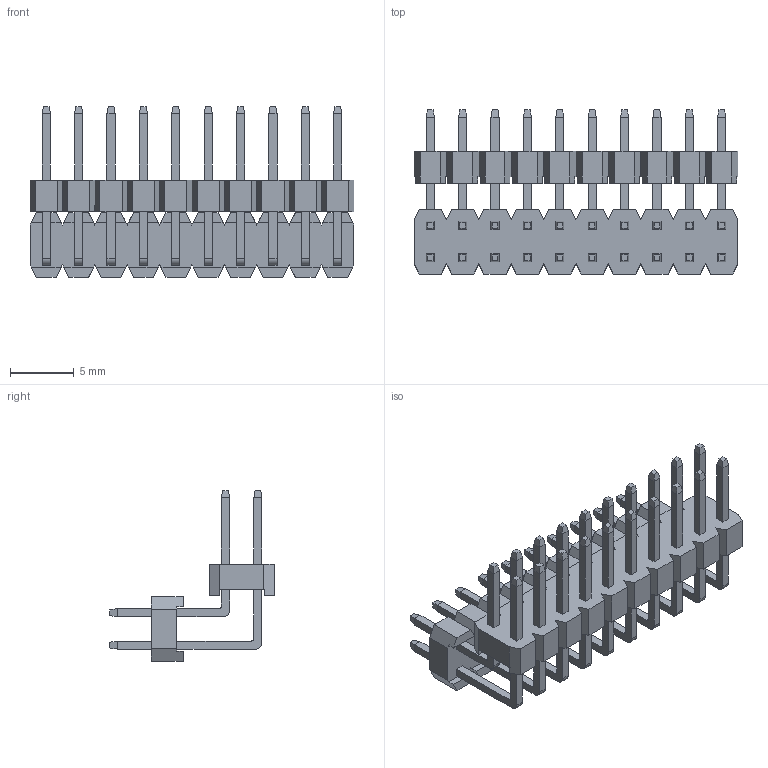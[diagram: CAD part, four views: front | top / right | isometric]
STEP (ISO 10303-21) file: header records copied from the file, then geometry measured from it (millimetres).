
FILE_DESCRIPTION (( 'STEP AP214' ), '1' );
FILE_NAME ('FPH25464-D20B1014180801B-REF.STEP', '2025-01-08T07:43:16', ( '' ), ( '' ), 'SwSTEP 2.0', 'SolidWorks 2021', '' );
FILE_SCHEMA (( 'AUTOMOTIVE_DESIGN' ));
Length unit declared in the file: millimetre
Products named in the file (1): FPH25464-D20B1014180801B-REF
Bounding box: 25.4 x 12.88 x 13.38 mm (x, y, z)
Volume: 653 mm3; surface area: 1759.1 mm2
Topology: 1 solids, 1 shells, 728 faces, 1892 edges, 1208 vertices
Faces by surface type: plane 688, cylinder 40
Entity records: 21766 total; most frequent: CARTESIAN_POINT 3829, ORIENTED_EDGE 3784, DIRECTION 3430, EDGE_CURVE 1892, VECTOR 1812, LINE 1812, VERTEX_POINT 1208, AXIS2_PLACEMENT_3D 809
